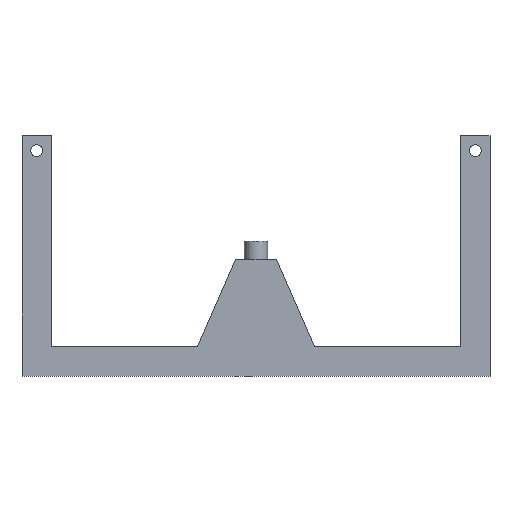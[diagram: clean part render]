
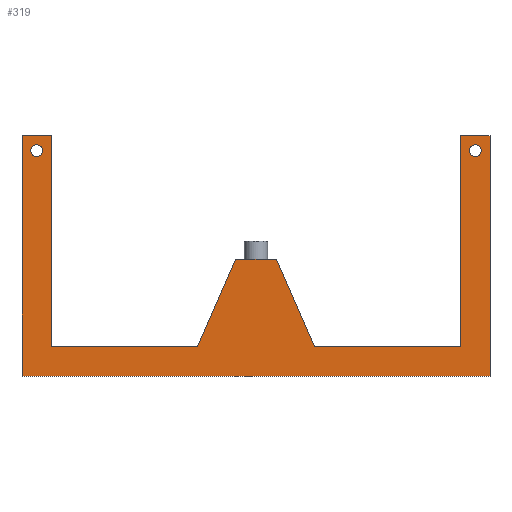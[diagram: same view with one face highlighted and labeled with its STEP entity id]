
A CAD part, top view. The second image highlights one B-rep face of the part: STEP entity #319.
In plain terms, the highlighted planar face has unit normal (0, 0, 1).
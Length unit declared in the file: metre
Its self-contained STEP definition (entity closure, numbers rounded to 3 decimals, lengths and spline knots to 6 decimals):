
#17=LINE('',#466,#53);
#21=LINE('',#474,#57);
#23=LINE('',#478,#59);
#25=LINE('',#486,#61);
#26=LINE('',#488,#62);
#27=LINE('',#490,#63);
#28=LINE('',#492,#64);
#29=LINE('',#494,#65);
#30=LINE('',#496,#66);
#31=LINE('',#498,#67);
#32=LINE('',#500,#68);
#33=LINE('',#502,#69);
#53=VECTOR('',#379,1.);
#57=VECTOR('',#385,1.);
#59=VECTOR('',#389,1.);
#61=VECTOR('',#397,1.);
#62=VECTOR('',#398,1.);
#63=VECTOR('',#399,1.);
#64=VECTOR('',#400,1.);
#65=VECTOR('',#401,1.);
#66=VECTOR('',#402,1.);
#67=VECTOR('',#403,1.);
#68=VECTOR('',#404,1.);
#69=VECTOR('',#405,1.);
#100=ORIENTED_EDGE('',*,*,#182,.F.);
#101=ORIENTED_EDGE('',*,*,#183,.F.);
#102=ORIENTED_EDGE('',*,*,#174,.F.);
#103=ORIENTED_EDGE('',*,*,#178,.F.);
#104=ORIENTED_EDGE('',*,*,#184,.T.);
#105=ORIENTED_EDGE('',*,*,#185,.T.);
#106=ORIENTED_EDGE('',*,*,#186,.T.);
#107=ORIENTED_EDGE('',*,*,#187,.F.);
#108=ORIENTED_EDGE('',*,*,#188,.F.);
#109=ORIENTED_EDGE('',*,*,#189,.T.);
#110=ORIENTED_EDGE('',*,*,#190,.F.);
#111=ORIENTED_EDGE('',*,*,#191,.F.);
#112=ORIENTED_EDGE('',*,*,#192,.T.);
#113=ORIENTED_EDGE('',*,*,#180,.F.);
#174=EDGE_CURVE('',#216,#217,#17,.T.);
#178=EDGE_CURVE('',#219,#216,#21,.T.);
#180=EDGE_CURVE('',#217,#221,#23,.T.);
#182=EDGE_CURVE('',#222,#222,#244,.T.);
#183=EDGE_CURVE('',#223,#223,#245,.T.);
#184=EDGE_CURVE('',#219,#224,#25,.T.);
#185=EDGE_CURVE('',#224,#225,#26,.T.);
#186=EDGE_CURVE('',#225,#226,#27,.T.);
#187=EDGE_CURVE('',#227,#226,#28,.T.);
#188=EDGE_CURVE('',#228,#227,#29,.T.);
#189=EDGE_CURVE('',#228,#229,#30,.T.);
#190=EDGE_CURVE('',#230,#229,#31,.T.);
#191=EDGE_CURVE('',#231,#230,#32,.T.);
#192=EDGE_CURVE('',#231,#221,#33,.T.);
#216=VERTEX_POINT('',#465);
#217=VERTEX_POINT('',#467);
#219=VERTEX_POINT('',#473);
#221=VERTEX_POINT('',#479);
#222=VERTEX_POINT('',#483);
#223=VERTEX_POINT('',#485);
#224=VERTEX_POINT('',#487);
#225=VERTEX_POINT('',#489);
#226=VERTEX_POINT('',#491);
#227=VERTEX_POINT('',#493);
#228=VERTEX_POINT('',#495);
#229=VERTEX_POINT('',#497);
#230=VERTEX_POINT('',#499);
#231=VERTEX_POINT('',#501);
#244=CIRCLE('',#352,0.002);
#245=CIRCLE('',#353,0.002);
#253=EDGE_LOOP('',(#100));
#254=EDGE_LOOP('',(#101));
#255=EDGE_LOOP('',(#102,#103,#104,#105,#106,#107,#108,#109,#110,#111,#112,
#113));
#279=FACE_BOUND('',#253,.T.);
#280=FACE_BOUND('',#254,.T.);
#281=FACE_BOUND('',#255,.T.);
#304=PLANE('',#351);
#319=ADVANCED_FACE('',(#279,#280,#281),#304,.T.);
#351=AXIS2_PLACEMENT_3D('',#481,#391,#392);
#352=AXIS2_PLACEMENT_3D('',#482,#393,#394);
#353=AXIS2_PLACEMENT_3D('',#484,#395,#396);
#379=DIRECTION('',(1.,0.,0.));
#385=DIRECTION('',(0.398,0.918,0.));
#389=DIRECTION('',(0.398,-0.918,0.));
#391=DIRECTION('',(0.,0.,1.));
#392=DIRECTION('',(1.,0.,0.));
#393=DIRECTION('',(0.,0.,1.));
#394=DIRECTION('',(1.,0.,0.));
#395=DIRECTION('',(0.,0.,1.));
#396=DIRECTION('',(1.,0.,0.));
#397=DIRECTION('',(-1.,0.,0.));
#398=DIRECTION('',(0.,1.,0.));
#399=DIRECTION('',(-1.,0.,0.));
#400=DIRECTION('',(0.,1.,0.));
#401=DIRECTION('',(-1.,0.,0.));
#402=DIRECTION('',(0.,1.,0.));
#403=DIRECTION('',(1.,0.,0.));
#404=DIRECTION('',(0.,1.,0.));
#405=DIRECTION('',(-1.,0.,0.));
#465=CARTESIAN_POINT('',(-0.007,0.021482,0.01));
#466=CARTESIAN_POINT('',(0.,0.021482,0.01));
#467=CARTESIAN_POINT('',(0.007,0.021482,0.01));
#473=CARTESIAN_POINT('',(-0.02,-0.008518,0.01));
#474=CARTESIAN_POINT('',(-0.0135,0.006482,0.01));
#478=CARTESIAN_POINT('',(0.0135,0.006482,0.01));
#479=CARTESIAN_POINT('',(0.02,-0.008518,0.01));
#481=CARTESIAN_POINT('',(0.,0.006482,0.01));
#482=CARTESIAN_POINT('',(-0.075,0.058569,0.01));
#483=CARTESIAN_POINT('',(-0.073,0.058569,0.01));
#484=CARTESIAN_POINT('',(0.075,0.058569,0.01));
#485=CARTESIAN_POINT('',(0.077,0.058569,0.01));
#486=CARTESIAN_POINT('',(0.,-0.008518,0.01));
#487=CARTESIAN_POINT('',(-0.07,-0.008518,0.01));
#488=CARTESIAN_POINT('',(-0.07,0.022525,0.01));
#489=CARTESIAN_POINT('',(-0.07,0.063569,0.01));
#490=CARTESIAN_POINT('',(-0.075,0.063569,0.01));
#491=CARTESIAN_POINT('',(-0.08,0.063569,0.01));
#492=CARTESIAN_POINT('',(-0.08,0.022525,0.01));
#493=CARTESIAN_POINT('',(-0.08,-0.018518,0.01));
#494=CARTESIAN_POINT('',(0.,-0.018518,0.01));
#495=CARTESIAN_POINT('',(0.08,-0.018518,0.01));
#496=CARTESIAN_POINT('',(0.08,0.022525,0.01));
#497=CARTESIAN_POINT('',(0.08,0.063569,0.01));
#498=CARTESIAN_POINT('',(0.075,0.063569,0.01));
#499=CARTESIAN_POINT('',(0.07,0.063569,0.01));
#500=CARTESIAN_POINT('',(0.07,0.022525,0.01));
#501=CARTESIAN_POINT('',(0.07,-0.008518,0.01));
#502=CARTESIAN_POINT('',(0.,-0.008518,0.01));
